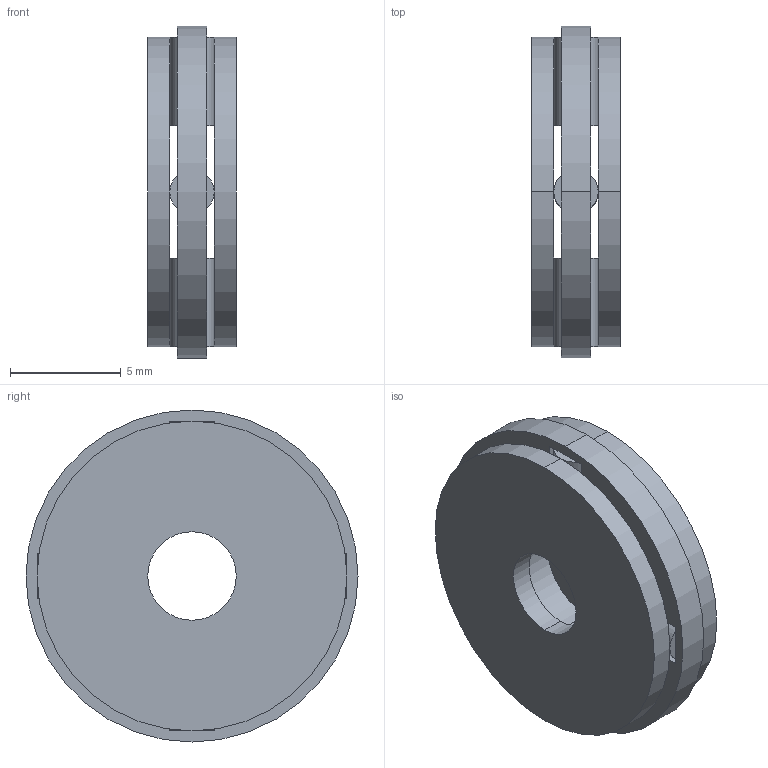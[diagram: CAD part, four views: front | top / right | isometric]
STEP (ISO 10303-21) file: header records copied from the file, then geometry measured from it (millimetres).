
FILE_DESCRIPTION(('THIS FILE CONTAINS SOME STEP INSTANCES'),'1');
FILE_NAME('sb.stp','2012-06-08T10:29:36',('UNDEFINED'),('UNDEFINED'),'T-FLEX CAD STEP converter','T-FLEX CAD','');
FILE_SCHEMA(('CONFIG_CONTROL_DESIGN'));
Length unit declared in the file: metre
Products named in the file (8): Undefined
Assembly tree (7 placements, depth 2):
  Undefined
    Undefined
    Undefined
    Undefined
    Undefined
    Undefined
    Undefined
    Undefined
Bounding box: 3.99 x 15 x 15 mm (x, y, z)
Volume: 499.8 mm3; surface area: 1202.2 mm2
Topology: 7 solids, 7 shells, 50 faces, 108 edges, 72 vertices
Faces by surface type: plane 30, cylinder 20
Entity records: 1606 total; most frequent: DIRECTION 278, CARTESIAN_POINT 245, ORIENTED_EDGE 216, EDGE_CURVE 108, AXIS2_PLACEMENT_3D 105, VERTEX_POINT 72, LINE 68, VECTOR 68
